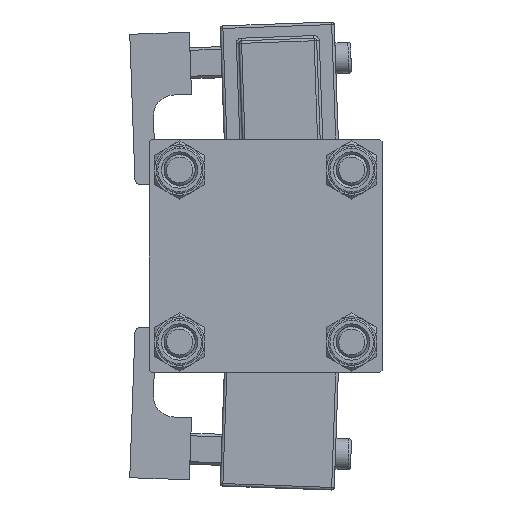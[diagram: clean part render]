
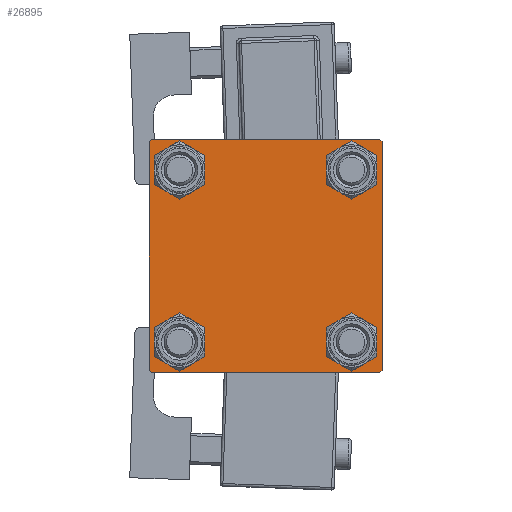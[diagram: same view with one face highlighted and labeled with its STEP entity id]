
A CAD part, left-side view. The second image highlights one B-rep face of the part: STEP entity #26895.
In plain terms, the highlighted planar face has unit normal (-1, 0, 0).
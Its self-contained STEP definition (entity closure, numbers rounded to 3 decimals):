
#128 = FACE_BOUND ( 'NONE', #18182, .T. ) ;
#404 = VERTEX_POINT ( 'NONE', #3044 ) ;
#768 = ORIENTED_EDGE ( 'NONE', *, *, #26844, .F. ) ;
#1438 = VERTEX_POINT ( 'NONE', #25868 ) ;
#1552 = CARTESIAN_POINT ( 'NONE',  ( 0., 22.25, 22.25 ) ) ;
#1615 = DIRECTION ( 'NONE',  ( 0., -1., 0. ) ) ;
#1848 = ORIENTED_EDGE ( 'NONE', *, *, #24035, .T. ) ;
#2653 = DIRECTION ( 'NONE',  ( 0., 0., 1. ) ) ;
#2774 = VERTEX_POINT ( 'NONE', #47953 ) ;
#3044 = CARTESIAN_POINT ( 'NONE',  ( 0., 16.6, 13.1 ) ) ;
#3635 = CARTESIAN_POINT ( 'NONE',  ( 0., 16.6, 16.6 ) ) ;
#3882 = EDGE_CURVE ( 'NONE', #34062, #12374, #23506, .T. ) ;
#4218 = FACE_BOUND ( 'NONE', #30114, .T. ) ;
#5399 = DIRECTION ( 'NONE',  ( 0., 0., -1. ) ) ;
#5806 = CARTESIAN_POINT ( 'NONE',  ( 0., -16.6, -20.1 ) ) ;
#6710 = ORIENTED_EDGE ( 'NONE', *, *, #31985, .T. ) ;
#6988 = CARTESIAN_POINT ( 'NONE',  ( 0., 22., 22.5 ) ) ;
#6994 = VERTEX_POINT ( 'NONE', #48775 ) ;
#7503 = PLANE ( 'NONE',  #28403 ) ;
#7651 = DIRECTION ( 'NONE',  ( 0., 0., 1. ) ) ;
#8576 = FACE_OUTER_BOUND ( 'NONE', #50975, .T. ) ;
#9123 = CARTESIAN_POINT ( 'NONE',  ( 0., -22.5, 22.5 ) ) ;
#9204 = CIRCLE ( 'NONE', #10064, 3.5 ) ;
#9290 = CARTESIAN_POINT ( 'NONE',  ( 0., 16.6, -16.6 ) ) ;
#9626 = EDGE_CURVE ( 'NONE', #15929, #404, #27992, .T. ) ;
#9668 = CARTESIAN_POINT ( 'NONE',  ( 0., -16.6, 13.1 ) ) ;
#9873 = CIRCLE ( 'NONE', #52377, 3.5 ) ;
#9922 = DIRECTION ( 'NONE',  ( 0., -0.707, -0.707 ) ) ;
#9963 = DIRECTION ( 'NONE',  ( 1., 0., 0. ) ) ;
#10064 = AXIS2_PLACEMENT_3D ( 'NONE', #41219, #16487, #33051 ) ;
#10572 = CARTESIAN_POINT ( 'NONE',  ( 0., -16.6, 16.6 ) ) ;
#11017 = VERTEX_POINT ( 'NONE', #29074 ) ;
#12374 = VERTEX_POINT ( 'NONE', #17869 ) ;
#12621 = ORIENTED_EDGE ( 'NONE', *, *, #19186, .T. ) ;
#12706 = ORIENTED_EDGE ( 'NONE', *, *, #30768, .T. ) ;
#13041 = LINE ( 'NONE', #46734, #17892 ) ;
#13761 = ORIENTED_EDGE ( 'NONE', *, *, #16214, .T. ) ;
#13789 = DIRECTION ( 'NONE',  ( 0., 0., 1. ) ) ;
#15106 = CIRCLE ( 'NONE', #37642, 3.5 ) ;
#15251 = VECTOR ( 'NONE', #48300, 1000. ) ;
#15446 = ORIENTED_EDGE ( 'NONE', *, *, #20902, .T. ) ;
#15896 = DIRECTION ( 'NONE',  ( 0., 0., 1. ) ) ;
#15929 = VERTEX_POINT ( 'NONE', #22557 ) ;
#16044 = EDGE_CURVE ( 'NONE', #11017, #33825, #15106, .T. ) ;
#16207 = CARTESIAN_POINT ( 'NONE',  ( 0., 0., 0. ) ) ;
#16214 = EDGE_CURVE ( 'NONE', #45387, #31074, #9873, .T. ) ;
#16234 = EDGE_LOOP ( 'NONE', ( #20115, #6710 ) ) ;
#16487 = DIRECTION ( 'NONE',  ( 1., 0., 0. ) ) ;
#17869 = CARTESIAN_POINT ( 'NONE',  ( 0., -22.5, -22. ) ) ;
#17892 = VECTOR ( 'NONE', #5399, 1000. ) ;
#18182 = EDGE_LOOP ( 'NONE', ( #21437, #23527 ) ) ;
#18598 = LINE ( 'NONE', #27032, #32631 ) ;
#19167 = DIRECTION ( 'NONE',  ( 0., -0.707, 0.707 ) ) ;
#19186 = EDGE_CURVE ( 'NONE', #31074, #45387, #29943, .T. ) ;
#20115 = ORIENTED_EDGE ( 'NONE', *, *, #9626, .T. ) ;
#20402 = CARTESIAN_POINT ( 'NONE',  ( 0., 16.6, 16.6 ) ) ;
#20728 = CIRCLE ( 'NONE', #32876, 3.5 ) ;
#20819 = DIRECTION ( 'NONE',  ( 0., -1., 0. ) ) ;
#20902 = EDGE_CURVE ( 'NONE', #1438, #34429, #18598, .T. ) ;
#21437 = ORIENTED_EDGE ( 'NONE', *, *, #21544, .T. ) ;
#21498 = VECTOR ( 'NONE', #52061, 1000. ) ;
#21544 = EDGE_CURVE ( 'NONE', #6994, #31358, #9204, .T. ) ;
#21574 = ORIENTED_EDGE ( 'NONE', *, *, #48133, .T. ) ;
#21675 = EDGE_CURVE ( 'NONE', #2774, #12374, #50413, .T. ) ;
#22254 = VERTEX_POINT ( 'NONE', #27356 ) ;
#22557 = CARTESIAN_POINT ( 'NONE',  ( 0., 16.6, 20.1 ) ) ;
#22981 = CARTESIAN_POINT ( 'NONE',  ( 0., -22.25, 22.25 ) ) ;
#23312 = ORIENTED_EDGE ( 'NONE', *, *, #21675, .F. ) ;
#23506 = LINE ( 'NONE', #27853, #30225 ) ;
#23527 = ORIENTED_EDGE ( 'NONE', *, *, #53625, .T. ) ;
#24035 = EDGE_CURVE ( 'NONE', #47184, #22254, #43974, .T. ) ;
#24605 = CARTESIAN_POINT ( 'NONE',  ( 0., -22., -22.5 ) ) ;
#24681 = EDGE_CURVE ( 'NONE', #22254, #1438, #13041, .T. ) ;
#25137 = DIRECTION ( 'NONE',  ( 0., 0., 1. ) ) ;
#25385 = AXIS2_PLACEMENT_3D ( 'NONE', #3635, #32463, #15896 ) ;
#25730 = CARTESIAN_POINT ( 'NONE',  ( 0., 16.6, -16.6 ) ) ;
#25865 = DIRECTION ( 'NONE',  ( 1., 0., 0. ) ) ;
#25868 = CARTESIAN_POINT ( 'NONE',  ( 0., 22.5, -22. ) ) ;
#25917 = AXIS2_PLACEMENT_3D ( 'NONE', #9290, #25865, #2653 ) ;
#26584 = VECTOR ( 'NONE', #30316, 1000. ) ;
#26844 = EDGE_CURVE ( 'NONE', #47184, #41631, #53694, .T. ) ;
#26880 = DIRECTION ( 'NONE',  ( 0., 0., 1. ) ) ;
#26895 = ADVANCED_FACE ( 'NONE', ( #4218, #128, #37402, #45814, #8576 ), #7503, .T. ) ;
#27032 = CARTESIAN_POINT ( 'NONE',  ( 0., 22.25, -22.25 ) ) ;
#27356 = CARTESIAN_POINT ( 'NONE',  ( 0., 22.5, 22. ) ) ;
#27853 = CARTESIAN_POINT ( 'NONE',  ( 0., -22.25, -22.25 ) ) ;
#27992 = CIRCLE ( 'NONE', #25385, 3.5 ) ;
#28156 = CARTESIAN_POINT ( 'NONE',  ( 0., 22.5, 22.5 ) ) ;
#28403 = AXIS2_PLACEMENT_3D ( 'NONE', #16207, #45285, #36333 ) ;
#29074 = CARTESIAN_POINT ( 'NONE',  ( 0., 16.6, -20.1 ) ) ;
#29094 = AXIS2_PLACEMENT_3D ( 'NONE', #10572, #48334, #26880 ) ;
#29803 = CARTESIAN_POINT ( 'NONE',  ( 0., 16.6, -13.1 ) ) ;
#29899 = CARTESIAN_POINT ( 'NONE',  ( 0., 22.5, -22.5 ) ) ;
#29943 = CIRCLE ( 'NONE', #29094, 3.5 ) ;
#30114 = EDGE_LOOP ( 'NONE', ( #12621, #13761 ) ) ;
#30225 = VECTOR ( 'NONE', #19167, 1000. ) ;
#30316 = DIRECTION ( 'NONE',  ( 0., 0., -1. ) ) ;
#30347 = CIRCLE ( 'NONE', #47685, 3.5 ) ;
#30768 = EDGE_CURVE ( 'NONE', #33825, #11017, #51941, .T. ) ;
#31074 = VERTEX_POINT ( 'NONE', #43670 ) ;
#31358 = VERTEX_POINT ( 'NONE', #5806 ) ;
#31985 = EDGE_CURVE ( 'NONE', #404, #15929, #30347, .T. ) ;
#32378 = CARTESIAN_POINT ( 'NONE',  ( 0., -16.6, -16.6 ) ) ;
#32463 = DIRECTION ( 'NONE',  ( 1., 0., 0. ) ) ;
#32631 = VECTOR ( 'NONE', #9922, 1000. ) ;
#32876 = AXIS2_PLACEMENT_3D ( 'NONE', #32378, #44889, #7651 ) ;
#33051 = DIRECTION ( 'NONE',  ( 0., 0., 1. ) ) ;
#33825 = VERTEX_POINT ( 'NONE', #29803 ) ;
#34062 = VERTEX_POINT ( 'NONE', #24605 ) ;
#34255 = LINE ( 'NONE', #29899, #35483 ) ;
#34366 = CARTESIAN_POINT ( 'NONE',  ( 0., -16.6, 16.6 ) ) ;
#34429 = VERTEX_POINT ( 'NONE', #50591 ) ;
#35483 = VECTOR ( 'NONE', #1615, 1000. ) ;
#35492 = LINE ( 'NONE', #22981, #21498 ) ;
#36285 = ORIENTED_EDGE ( 'NONE', *, *, #16044, .T. ) ;
#36333 = DIRECTION ( 'NONE',  ( 0., 0., 1. ) ) ;
#36992 = DIRECTION ( 'NONE',  ( 0., 0., 1. ) ) ;
#37402 = FACE_BOUND ( 'NONE', #53015, .T. ) ;
#37491 = ORIENTED_EDGE ( 'NONE', *, *, #49891, .T. ) ;
#37642 = AXIS2_PLACEMENT_3D ( 'NONE', #25730, #9963, #13789 ) ;
#41219 = CARTESIAN_POINT ( 'NONE',  ( 0., -16.6, -16.6 ) ) ;
#41631 = VERTEX_POINT ( 'NONE', #51159 ) ;
#43670 = CARTESIAN_POINT ( 'NONE',  ( 0., -16.6, 20.1 ) ) ;
#43974 = LINE ( 'NONE', #1552, #15251 ) ;
#44854 = VECTOR ( 'NONE', #20819, 1000. ) ;
#44889 = DIRECTION ( 'NONE',  ( 1., 0., 0. ) ) ;
#45285 = DIRECTION ( 'NONE',  ( -1., 0., 0. ) ) ;
#45387 = VERTEX_POINT ( 'NONE', #9668 ) ;
#45814 = FACE_BOUND ( 'NONE', #16234, .T. ) ;
#46064 = DIRECTION ( 'NONE',  ( 1., 0., 0. ) ) ;
#46734 = CARTESIAN_POINT ( 'NONE',  ( 0., 22.5, 22.5 ) ) ;
#47184 = VERTEX_POINT ( 'NONE', #6988 ) ;
#47685 = AXIS2_PLACEMENT_3D ( 'NONE', #20402, #53809, #36992 ) ;
#47953 = CARTESIAN_POINT ( 'NONE',  ( 0., -22.5, 22. ) ) ;
#48133 = EDGE_CURVE ( 'NONE', #2774, #41631, #35492, .T. ) ;
#48300 = DIRECTION ( 'NONE',  ( 0., 0.707, -0.707 ) ) ;
#48334 = DIRECTION ( 'NONE',  ( 1., 0., 0. ) ) ;
#48775 = CARTESIAN_POINT ( 'NONE',  ( 0., -16.6, -13.1 ) ) ;
#49891 = EDGE_CURVE ( 'NONE', #34429, #34062, #34255, .T. ) ;
#50413 = LINE ( 'NONE', #9123, #26584 ) ;
#50591 = CARTESIAN_POINT ( 'NONE',  ( 0., 22., -22.5 ) ) ;
#50637 = ORIENTED_EDGE ( 'NONE', *, *, #24681, .T. ) ;
#50975 = EDGE_LOOP ( 'NONE', ( #50637, #15446, #37491, #52374, #23312, #21574, #768, #1848 ) ) ;
#51159 = CARTESIAN_POINT ( 'NONE',  ( 0., -22., 22.5 ) ) ;
#51941 = CIRCLE ( 'NONE', #25917, 3.5 ) ;
#52061 = DIRECTION ( 'NONE',  ( 0., 0.707, 0.707 ) ) ;
#52374 = ORIENTED_EDGE ( 'NONE', *, *, #3882, .T. ) ;
#52377 = AXIS2_PLACEMENT_3D ( 'NONE', #34366, #46064, #25137 ) ;
#53015 = EDGE_LOOP ( 'NONE', ( #12706, #36285 ) ) ;
#53625 = EDGE_CURVE ( 'NONE', #31358, #6994, #20728, .T. ) ;
#53694 = LINE ( 'NONE', #28156, #44854 ) ;
#53809 = DIRECTION ( 'NONE',  ( 1., 0., 0. ) ) ;
